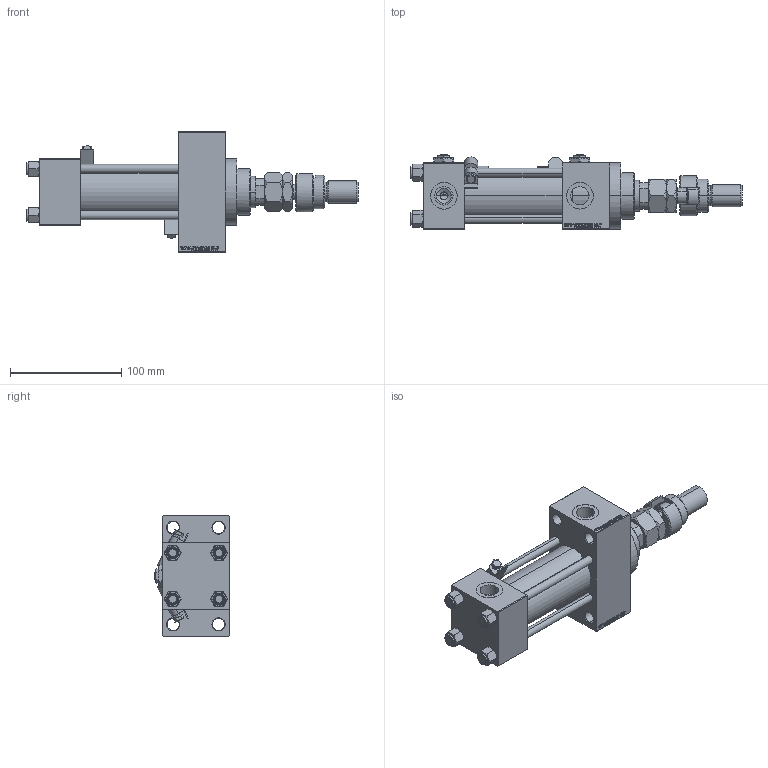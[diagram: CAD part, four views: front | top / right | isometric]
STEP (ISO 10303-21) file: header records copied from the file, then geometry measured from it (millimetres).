
FILE_DESCRIPTION (( 'STEP AP203' ), '1' );
FILE_NAME ('cebc.STEP', '2022-09-14T00:55:50', ( '' ), ( '' ), 'SwSTEP 2.0', 'SolidWorks 2019', '' );
FILE_SCHEMA (( 'CONFIG_CONTROL_DESIGN' ));
Length unit declared in the file: millimetre
Products named in the file (11): FEMALE_PART_FOR_DFA 8324b36d330ec2726b50cf19634512a6; cebc; NUT_M5_D 8324b36d330ec2726b50cf19634512a6; DFA 8324b36d330ec2726b50cf19634512a6; V215CR_VCP_D 8324b36d330ec2726b50cf19634512a6; V215_VC_A 8324b36d330ec2726b50cf19634512a6; V215CR_D_TYCINKA 8324b36d330ec2726b50cf19634512a6; Zatka_pro_OIL_PORT 8324b36d330ec2726b50cf19634512a6; MSRF_MSRG1 8324b36d330ec2726b50cf19634512a6; V215CR_D_Body 8324b36d330ec2726b50cf19634512a6; MFA 8324b36d330ec2726b50cf19634512a6
Assembly tree (18 placements, depth 3):
  cebc
    V215CR_D_Body 8324b36d330ec2726b50cf19634512a6
    V215CR_VCP_D 8324b36d330ec2726b50cf19634512a6
    NUT_M5_D 8324b36d330ec2726b50cf19634512a6  x4
    V215CR_D_TYCINKA 8324b36d330ec2726b50cf19634512a6  x4
    V215_VC_A 8324b36d330ec2726b50cf19634512a6
    DFA 8324b36d330ec2726b50cf19634512a6
      FEMALE_PART_FOR_DFA 8324b36d330ec2726b50cf19634512a6
      MFA 8324b36d330ec2726b50cf19634512a6
    MSRF_MSRG1 8324b36d330ec2726b50cf19634512a6  x2
    Zatka_pro_OIL_PORT 8324b36d330ec2726b50cf19634512a6  x2
Bounding box: 299 x 67 x 109 mm (x, y, z)
Volume: 619134.5 mm3; surface area: 163016.8 mm2
Topology: 17 solids, 17 shells, 1364 faces, 3346 edges, 2140 vertices
Faces by surface type: plane 614, bspline 368, cone 226, cylinder 144, torus 12
Entity records: 53477 total; most frequent: CARTESIAN_POINT 26667, ORIENTED_EDGE 5842, DIRECTION 4045, EDGE_CURVE 2921, VERTEX_POINT 1890, VECTOR 1671, LINE 1671, EDGE_LOOP 1313
